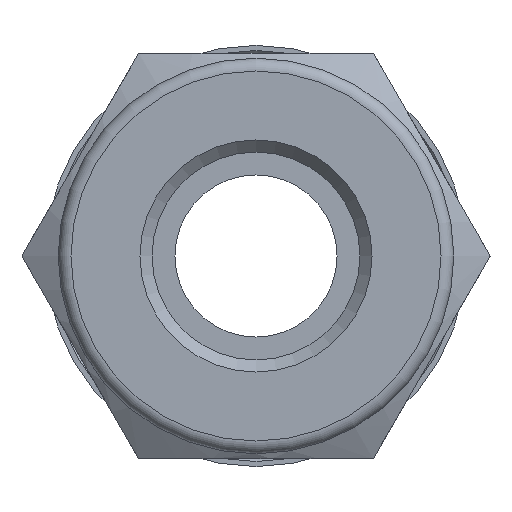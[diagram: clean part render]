
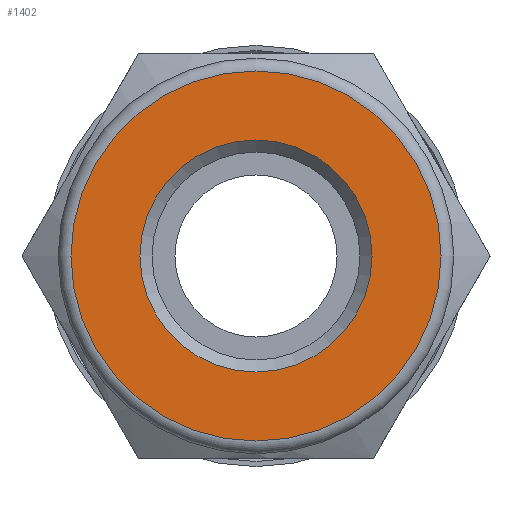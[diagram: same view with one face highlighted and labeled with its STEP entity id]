
A CAD part, left-side view. The second image highlights one B-rep face of the part: STEP entity #1402.
In plain terms, the highlighted planar face has unit normal (-1, 0, 0).
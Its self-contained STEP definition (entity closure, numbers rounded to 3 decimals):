
#84=FACE_BOUND('',#349,.T.);
#161=CIRCLE('',#1586,4.545);
#162=CIRCLE('',#1588,7.25);
#247=FACE_OUTER_BOUND('',#348,.T.);
#348=EDGE_LOOP('',(#1167));
#349=EDGE_LOOP('',(#1168));
#654=VERTEX_POINT('',#2436);
#655=VERTEX_POINT('',#2440);
#835=EDGE_CURVE('',#654,#654,#161,.T.);
#836=EDGE_CURVE('',#655,#655,#162,.T.);
#1167=ORIENTED_EDGE('',*,*,#836,.F.);
#1168=ORIENTED_EDGE('',*,*,#835,.T.);
#1329=PLANE('',#1587);
#1402=ADVANCED_FACE('',(#247,#84),#1329,.T.);
#1586=AXIS2_PLACEMENT_3D('',#2438,#1961,#1962);
#1587=AXIS2_PLACEMENT_3D('',#2439,#1963,#1964);
#1588=AXIS2_PLACEMENT_3D('',#2441,#1965,#1966);
#1961=DIRECTION('center_axis',(1.,0.,0.));
#1962=DIRECTION('ref_axis',(0.,0.,-1.));
#1963=DIRECTION('center_axis',(-1.,0.,0.));
#1964=DIRECTION('ref_axis',(0.,0.,1.));
#1965=DIRECTION('center_axis',(1.,0.,0.));
#1966=DIRECTION('ref_axis',(0.,0.,-1.));
#2436=CARTESIAN_POINT('',(0.001,-4.545,0.));
#2438=CARTESIAN_POINT('Origin',(0.001,0.,
0.));
#2439=CARTESIAN_POINT('Origin',(0.001,7.25,0.));
#2440=CARTESIAN_POINT('',(0.001,0.,7.25));
#2441=CARTESIAN_POINT('Origin',(0.001,0.,
0.));
